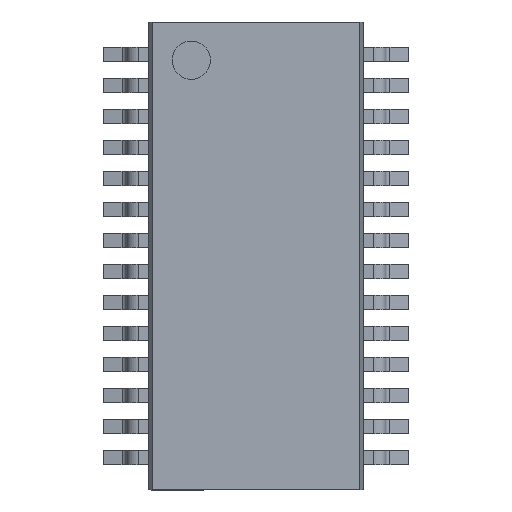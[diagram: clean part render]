
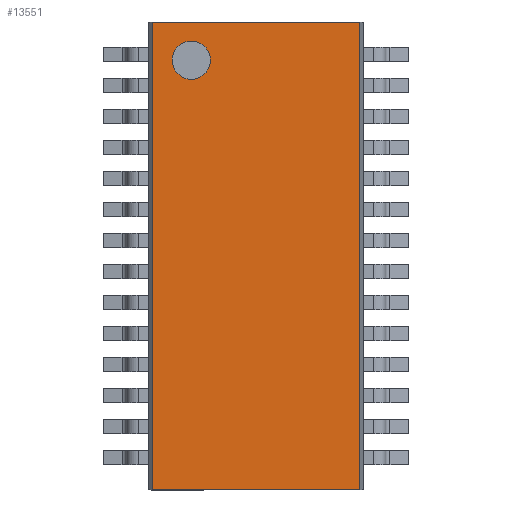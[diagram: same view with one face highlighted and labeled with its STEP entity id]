
A CAD part, top view. The second image highlights one B-rep face of the part: STEP entity #13551.
In plain terms, the highlighted planar face has unit normal (0, 0, 1).
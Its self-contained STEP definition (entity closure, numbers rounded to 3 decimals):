
#13250=CARTESIAN_POINT('',(-0.953,4.1,1.1));
#13251=VERTEX_POINT('',#13250);
#13260=CARTESIAN_POINT('',(-1.753,4.1,1.1));
#13261=VERTEX_POINT('',#13260);
#13262=CARTESIAN_POINT('',(-1.353,4.1,1.1));
#13263=DIRECTION('',(0.0,0.0,-1.0));
#13264=DIRECTION('',(1.0,0.0,0.0));
#13265=AXIS2_PLACEMENT_3D('',#13262,#13263,#13264);
#13266=CIRCLE('',#13265,0.4);
#13267=EDGE_CURVE('',#13261,#13251,#13266,.T.);
#13301=CARTESIAN_POINT('',(-1.353,4.1,1.1));
#13302=DIRECTION('',(0.0,0.0,-1.0));
#13303=DIRECTION('',(1.0,0.0,0.0));
#13304=AXIS2_PLACEMENT_3D('',#13301,#13302,#13303);
#13305=CIRCLE('',#13304,0.4);
#13306=EDGE_CURVE('',#13251,#13261,#13305,.T.);
#13384=CARTESIAN_POINT('',(2.171,-4.9,1.1));
#13385=VERTEX_POINT('',#13384);
#13392=CARTESIAN_POINT('',(-2.171,-4.9,1.1));
#13393=VERTEX_POINT('',#13392);
#13394=CARTESIAN_POINT('',(2.171,-4.9,1.1));
#13395=DIRECTION('',(-1.0,0.0,0.0));
#13396=VECTOR('',#13395,4.341);
#13397=LINE('',#13394,#13396);
#13398=EDGE_CURVE('',#13385,#13393,#13397,.T.);
#13484=CARTESIAN_POINT('',(-2.171,4.9,1.1));
#13485=VERTEX_POINT('',#13484);
#13492=CARTESIAN_POINT('',(2.171,4.9,1.1));
#13493=VERTEX_POINT('',#13492);
#13494=CARTESIAN_POINT('',(2.171,4.9,1.1));
#13495=DIRECTION('',(-1.0,0.0,0.0));
#13496=VECTOR('',#13495,4.341);
#13497=LINE('',#13494,#13496);
#13498=EDGE_CURVE('',#13493,#13485,#13497,.T.);
#13515=CARTESIAN_POINT('',(2.171,-4.9,1.1));
#13516=DIRECTION('',(0.0,1.0,0.0));
#13517=VECTOR('',#13516,9.8);
#13518=LINE('',#13515,#13517);
#13519=EDGE_CURVE('',#13385,#13493,#13518,.T.);
#13531=CARTESIAN_POINT('',(2.171,-5.35,1.1));
#13532=DIRECTION('',(0.0,0.0,1.0));
#13533=DIRECTION('',(0.0,-1.0,0.0));
#13534=AXIS2_PLACEMENT_3D('',#13531,#13532,#13533);
#13535=PLANE('',#13534);
#13536=ORIENTED_EDGE('',*,*,#13498,.T.);
#13537=CARTESIAN_POINT('',(-2.171,4.9,1.1));
#13538=DIRECTION('',(0.0,-1.0,0.0));
#13539=VECTOR('',#13538,9.8);
#13540=LINE('',#13537,#13539);
#13541=EDGE_CURVE('',#13393,#13485,#13540,.F.);
#13542=ORIENTED_EDGE('',*,*,#13541,.F.);
#13543=ORIENTED_EDGE('',*,*,#13398,.F.);
#13544=ORIENTED_EDGE('',*,*,#13519,.T.);
#13545=EDGE_LOOP('',(#13536,#13542,#13543,#13544));
#13546=FACE_OUTER_BOUND('',#13545,.T.);
#13547=ORIENTED_EDGE('',*,*,#13306,.T.);
#13548=ORIENTED_EDGE('',*,*,#13267,.T.);
#13549=EDGE_LOOP('',(#13547,#13548));
#13550=FACE_BOUND('',#13549,.T.);
#13551=ADVANCED_FACE('',(#13546,#13550),#13535,.T.);
